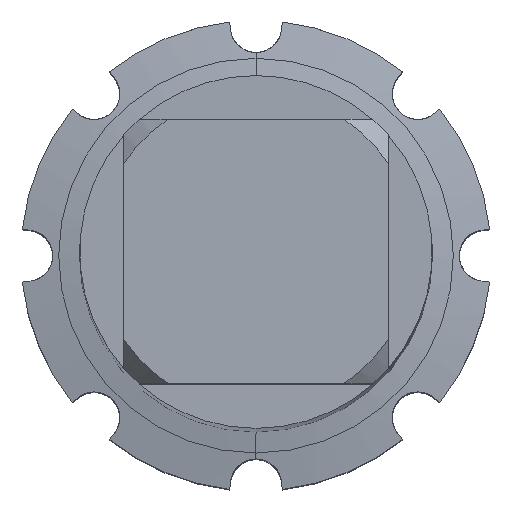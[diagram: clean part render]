
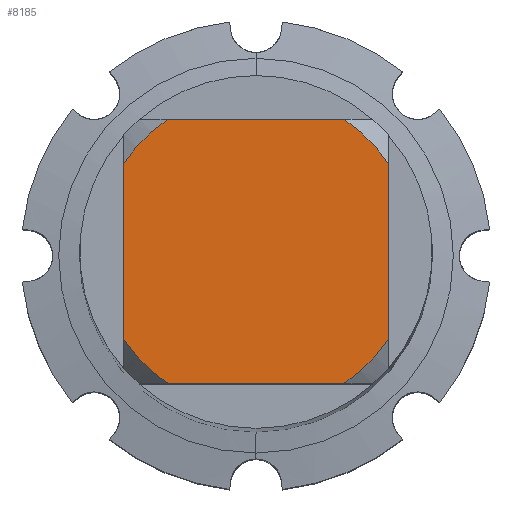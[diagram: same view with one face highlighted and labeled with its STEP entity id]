
A CAD part, top view. The second image highlights one B-rep face of the part: STEP entity #8185.
In plain terms, the highlighted planar face has unit normal (0, 0, 1).
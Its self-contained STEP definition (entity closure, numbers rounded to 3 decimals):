
#4915=EDGE_CURVE('',#6809,#4989,#14671,.T.);
#4989=VERTEX_POINT('',#14748);
#4999=VERTEX_POINT('',#14758);
#6193=EDGE_CURVE('',#4999,#6667,#16064,.T.);
#6667=VERTEX_POINT('',#16581);
#6809=VERTEX_POINT('',#16732);
#7635=EDGE_CURVE('',#6809,#14417,#17619,.T.);
#7699=EDGE_CURVE('',#11875,#4989,#17690,.T.);
#8185=ADVANCED_FACE('',(#18226),#18227,.T.);
#9157=EDGE_CURVE('',#10759,#14325,#19272,.T.);
#9583=EDGE_CURVE('',#10759,#6667,#19729,.T.);
#10317=EDGE_CURVE('',#11875,#14325,#20519,.T.);
#10759=VERTEX_POINT('',#21000);
#11697=EDGE_CURVE('',#4999,#14417,#22026,.T.);
#11875=VERTEX_POINT('',#22219);
#14325=VERTEX_POINT('',#24868);
#14417=VERTEX_POINT('',#24971);
#14671=CIRCLE('',#25246,5.4);
#14748=CARTESIAN_POINT('',(-4.5,-2.985,0.0));
#14758=CARTESIAN_POINT('',(4.5,-2.985,0.0));
#16064=LINE('',#27768,#27769);
#16581=CARTESIAN_POINT('',(4.5,2.985,0.0));
#16732=CARTESIAN_POINT('',(-2.985,-4.5,0.0));
#17619=LINE('',#30595,#30596);
#17690=LINE('',#30714,#30715);
#18226=FACE_OUTER_BOUND('',#31614,.T.);
#18227=PLANE('',#31615);
#19272=LINE('',#33445,#33446);
#19729=CIRCLE('',#34406,5.4);
#20519=CIRCLE('',#35757,5.4);
#21000=CARTESIAN_POINT('',(2.985,4.5,0.0));
#22026=CIRCLE('',#38446,5.4);
#22219=CARTESIAN_POINT('',(-4.5,2.985,0.0));
#24868=CARTESIAN_POINT('',(-2.985,4.5,0.0));
#24971=CARTESIAN_POINT('',(2.985,-4.5,0.0));
#25246=AXIS2_PLACEMENT_3D('',#44188,#44189,#44190);
#27768=CARTESIAN_POINT('',(4.5,1.35,0.0));
#27769=VECTOR('',#45960,1.0);
#30595=CARTESIAN_POINT('',(0.0,-4.5,0.0));
#30596=VECTOR('',#47537,1.0);
#30714=CARTESIAN_POINT('',(-4.5,1.35,0.0));
#30715=VECTOR('',#47741,1.0);
#31614=EDGE_LOOP('',(#48352,#48353,#48354,#48355,#48356,#48357,#48358,#48359));
#31615=AXIS2_PLACEMENT_3D('',#48360,#48361,#48362);
#33445=CARTESIAN_POINT('',(0.0,4.5,0.0));
#33446=VECTOR('',#49317,1.0);
#34406=AXIS2_PLACEMENT_3D('',#49848,#49849,#49850);
#35757=AXIS2_PLACEMENT_3D('',#50566,#50567,#50568);
#38446=AXIS2_PLACEMENT_3D('',#52050,#52051,#52052);
#44188=CARTESIAN_POINT('',(0.0,0.0,0.0));
#44189=DIRECTION('',(0.0,0.0,-1.0));
#44190=DIRECTION('',(0.0,1.0,0.0));
#45960=DIRECTION('',(-0.0,1.0,0.0));
#47537=DIRECTION('',(1.0,0.0,0.0));
#47741=DIRECTION('',(-0.0,-1.0,0.0));
#48352=ORIENTED_EDGE('',*,*,#7699,.T.);
#48353=ORIENTED_EDGE('',*,*,#4915,.F.);
#48354=ORIENTED_EDGE('',*,*,#7635,.T.);
#48355=ORIENTED_EDGE('',*,*,#11697,.F.);
#48356=ORIENTED_EDGE('',*,*,#6193,.T.);
#48357=ORIENTED_EDGE('',*,*,#9583,.F.);
#48358=ORIENTED_EDGE('',*,*,#9157,.T.);
#48359=ORIENTED_EDGE('',*,*,#10317,.F.);
#48360=CARTESIAN_POINT('',(0.0,2.7,0.0));
#48361=DIRECTION('',(-0.0,0.0,1.0));
#48362=DIRECTION('',(0.0,-1.0,0.0));
#49317=DIRECTION('',(-1.0,0.0,0.0));
#49848=CARTESIAN_POINT('',(0.0,0.0,0.0));
#49849=DIRECTION('',(0.0,0.0,-1.0));
#49850=DIRECTION('',(0.0,1.0,0.0));
#50566=CARTESIAN_POINT('',(0.0,0.0,0.0));
#50567=DIRECTION('',(0.0,0.0,-1.0));
#50568=DIRECTION('',(0.0,1.0,0.0));
#52050=CARTESIAN_POINT('',(0.0,0.0,0.0));
#52051=DIRECTION('',(0.0,0.0,-1.0));
#52052=DIRECTION('',(0.0,1.0,0.0));
